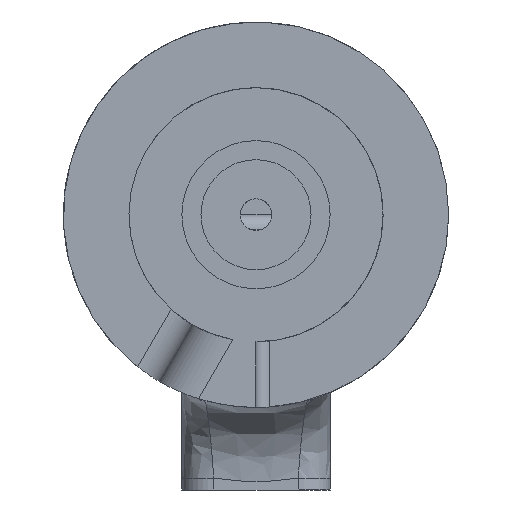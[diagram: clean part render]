
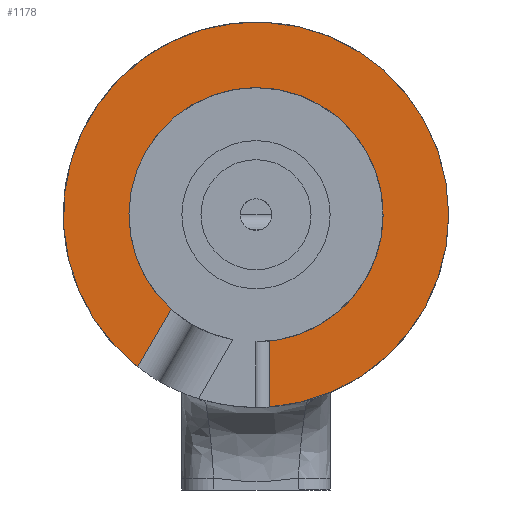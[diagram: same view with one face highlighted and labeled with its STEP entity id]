
A CAD part, front view. The second image highlights one B-rep face of the part: STEP entity #1178.
In plain terms, the highlighted planar face has unit normal (0, -1, 0).
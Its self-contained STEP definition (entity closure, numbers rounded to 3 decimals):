
#39=PLANE('',#1283);
#112=FACE_OUTER_BOUND('',#180,.T.);
#180=EDGE_LOOP('',(#1014,#1015,#1016,#1017,#1018));
#323=LINE('',#2418,#393);
#327=LINE('',#2452,#397);
#393=VECTOR('',#1493,1.25);
#397=VECTOR('',#1507,10.);
#417=CIRCLE('',#1230,9.1);
#419=CIRCLE('',#1232,9.1);
#442=CIRCLE('',#1282,6.);
#483=VERTEX_POINT('',#1807);
#484=VERTEX_POINT('',#1809);
#489=VERTEX_POINT('',#1837);
#552=VERTEX_POINT('',#2407);
#557=VERTEX_POINT('',#2440);
#607=EDGE_CURVE('',#483,#484,#417,.T.);
#613=EDGE_CURVE('',#489,#483,#419,.T.);
#712=EDGE_CURVE('',#552,#489,#323,.T.);
#720=EDGE_CURVE('',#484,#557,#327,.T.);
#722=EDGE_CURVE('',#552,#557,#442,.T.);
#1014=ORIENTED_EDGE('',*,*,#712,.F.);
#1015=ORIENTED_EDGE('',*,*,#722,.T.);
#1016=ORIENTED_EDGE('',*,*,#720,.F.);
#1017=ORIENTED_EDGE('',*,*,#607,.F.);
#1018=ORIENTED_EDGE('',*,*,#613,.F.);
#1178=ADVANCED_FACE('',(#112),#39,.F.);
#1230=AXIS2_PLACEMENT_3D('',#1810,#1352,#1353);
#1232=AXIS2_PLACEMENT_3D('',#1848,#1357,#1358);
#1282=AXIS2_PLACEMENT_3D('',#2455,#1511,#1512);
#1283=AXIS2_PLACEMENT_3D('',#2456,#1513,#1514);
#1352=DIRECTION('center_axis',(0.,1.,0.));
#1353=DIRECTION('ref_axis',(-1.,0.,0.));
#1357=DIRECTION('center_axis',(0.,1.,0.));
#1358=DIRECTION('ref_axis',(-1.,0.,0.));
#1493=DIRECTION('',(-0.5,0.,-0.866));
#1507=DIRECTION('',(0.,0.,1.));
#1511=DIRECTION('center_axis',(0.,1.,0.));
#1512=DIRECTION('ref_axis',(-1.,0.,0.));
#1513=DIRECTION('center_axis',(0.,1.,0.));
#1514=DIRECTION('ref_axis',(-1.,0.,0.));
#1807=CARTESIAN_POINT('',(52.1,5.6,147.));
#1809=CARTESIAN_POINT('',(43.65,5.6,137.923));
#1810=CARTESIAN_POINT('Origin',(43.,5.6,147.));
#1837=CARTESIAN_POINT('',(37.418,5.6,139.813));
#1848=CARTESIAN_POINT('Origin',(43.,5.6,147.));
#2407=CARTESIAN_POINT('',(38.991,5.6,142.536));
#2418=CARTESIAN_POINT('',(39.315,5.6,143.099));
#2440=CARTESIAN_POINT('',(43.65,5.6,141.035));
#2452=CARTESIAN_POINT('',(43.65,5.6,144.));
#2455=CARTESIAN_POINT('Origin',(43.,5.6,147.));
#2456=CARTESIAN_POINT('Origin',(43.,5.6,147.));
